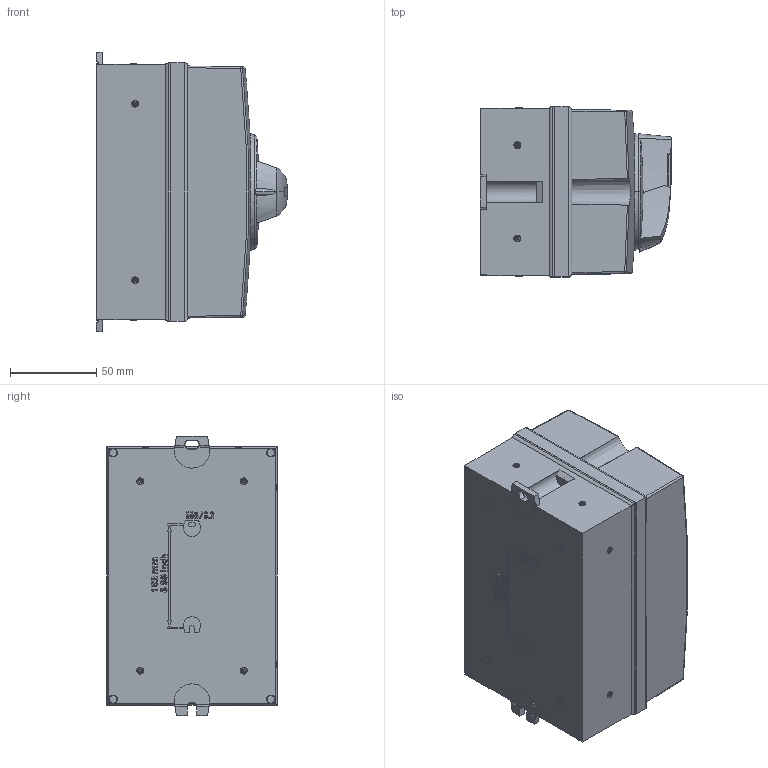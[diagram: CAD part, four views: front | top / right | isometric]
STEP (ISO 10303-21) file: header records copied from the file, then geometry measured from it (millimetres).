
FILE_DESCRIPTION (( 'STEP AP214' ), '1' );
FILE_NAME ('22143503.step', '2016-05-09T12:19:31', ( '' ), ( '' ), 'SwSTEP 2.0', 'SolidWorks 2015', '' );
FILE_SCHEMA (( 'AUTOMOTIVE_DESIGN' ));
Length unit declared in the file: inch
Products named in the file (1): 22143503
Bounding box: 111.25 x 99.09 x 162.2 mm (x, y, z)
Volume: 444485.6 mm3; surface area: 197254.7 mm2
Topology: 7 solids, 24 shells, 3173 faces, 8969 edges, 5950 vertices
Faces by surface type: plane 2559, cylinder 285, cone 130, bspline 122, torus 65, sphere 12
Entity records: 120180 total; most frequent: CARTESIAN_POINT 44952, ORIENTED_EDGE 17882, DIRECTION 12224, EDGE_CURVE 8941, VERTEX_POINT 5950, VECTOR 5140, LINE 5140, AXIS2_PLACEMENT_3D 3542
